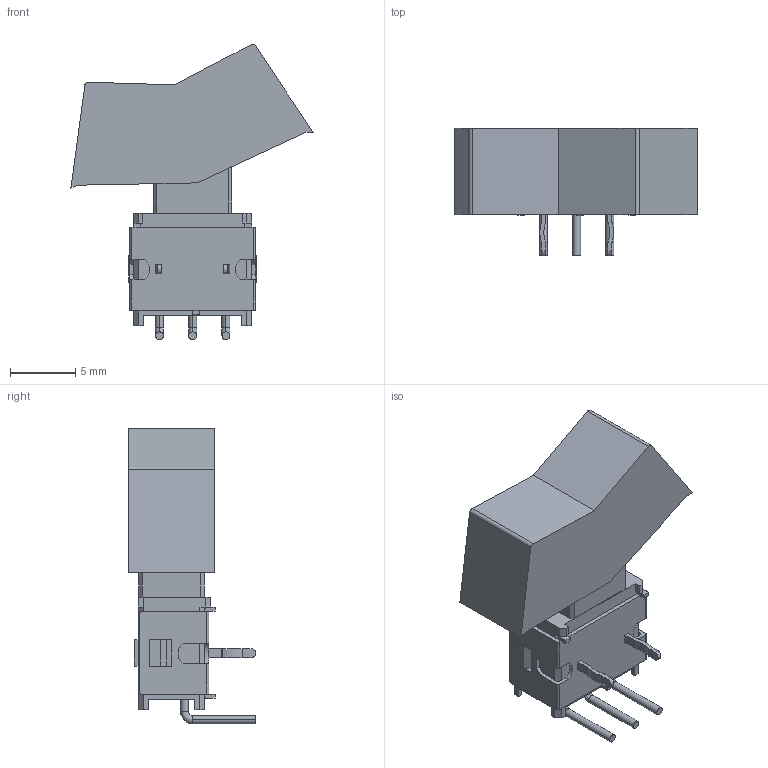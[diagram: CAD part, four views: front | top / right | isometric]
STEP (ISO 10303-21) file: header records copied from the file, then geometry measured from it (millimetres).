
FILE_DESCRIPTION( ( '' ), '1' );
FILE_NAME( 'a12kh_ca_2_14b.stp', '2010-10-06T01:48:24', ( '' ), ( '' ), ' ', ' ', ' ' );
FILE_SCHEMA( ( 'automotive_design' ) );
Length unit declared in the file: inch
Products named in the file (5): 1; 2; 3; 4; 5
Bounding box: 18.51 x 9.73 x 22.58 mm (x, y, z)
Volume: 892.2 mm3; surface area: 1687 mm2
Topology: 5 solids, 5 shells, 228 faces, 616 edges, 404 vertices
Faces by surface type: plane 161, cylinder 53, torus 14
Entity records: 14204 total; most frequent: CARTESIAN_POINT 1301, STYLED_ITEM 1253, PRESENTATION_STYLE_ASSIGNMENT 1253, COLOUR_RGB 1253, ORIENTED_EDGE 1232, DIRECTION 1210, EDGE_CURVE 616, CURVE_STYLE 616
